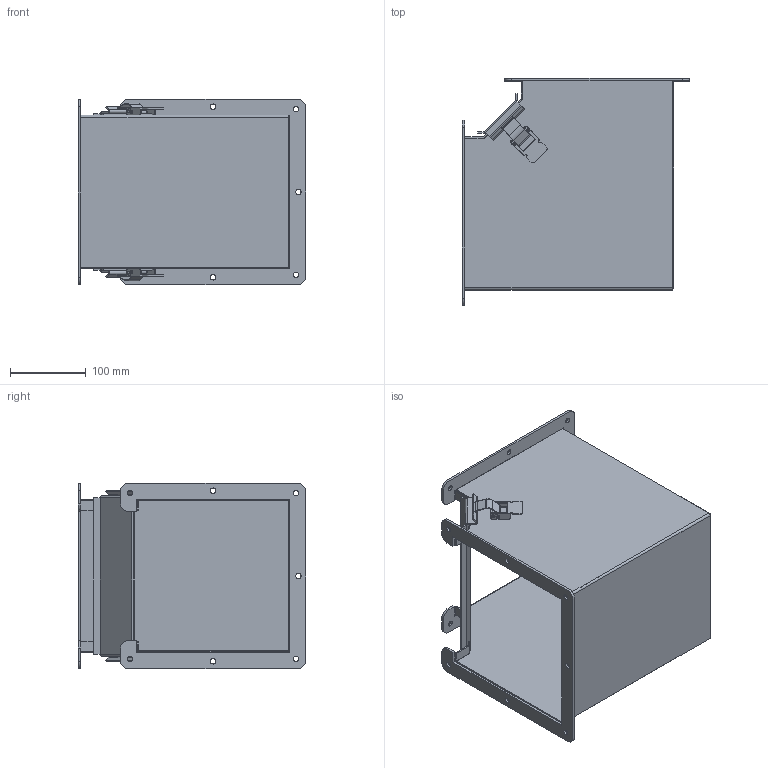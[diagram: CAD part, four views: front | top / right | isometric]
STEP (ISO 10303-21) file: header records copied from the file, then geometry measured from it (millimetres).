
FILE_DESCRIPTION(/* description */ ('LJWLB, TUB,CS, 8X8'),/* implementation_level */ '2;1');
FILE_NAME(/* name */ 'LJWL908B.stp',/* time_stamp */ '2017-03-07T07:54:45+05:00',/* author */ ('mgunasekar'),/* organization */ (''),/* preprocessor_version */ 'ST-DEVELOPER v16.1',/* originating_system */ 'Autodesk Inventor 2016',/* authorisation */ '');
FILE_SCHEMA (('AUTOMOTIVE_DESIGN { 1 0 10303 214 3 1 1 }'));
Length unit declared in the file: inch
Products named in the file (12): LJWL908BMAIN; LJWL908BLID; PART1; PART2; PART3; PART4; PART5; 35011; LJWL908BGASKET; LJW8RINGP; LJW90BTAB; LJWL908B
Assembly tree (15 placements, depth 3):
  LJWL908B
    LJWL908BMAIN  x2
    LJWL908BLID
    35011  x2
      PART1
      PART2
      PART3
      PART4
      PART5
    LJWL908BGASKET
    LJW8RINGP  x2
    LJW90BTAB  x2
Bounding box: 300.04 x 300.04 x 244.47 mm (x, y, z)
Volume: 641443.9 mm3; surface area: 653387.6 mm2
Topology: 18 solids, 18 shells, 398 faces, 994 edges, 630 vertices
Faces by surface type: plane 256, cylinder 133, bspline 9
Full cylindrical faces by diameter (mm): 3.454 x4, 3.946 x12, 4.286 x8, 7.144 x14
Entity records: 7252 total; most frequent: CARTESIAN_POINT 1347, DIRECTION 1191, ORIENTED_EDGE 1082, EDGE_CURVE 541, AXIS2_PLACEMENT_3D 402, LINE 387, VECTOR 387, VERTEX_POINT 350
